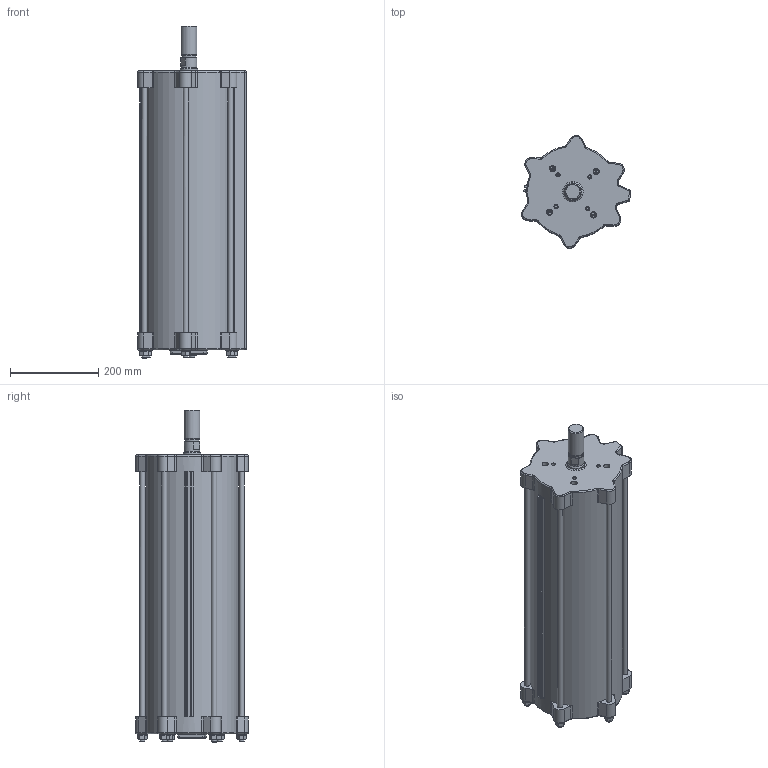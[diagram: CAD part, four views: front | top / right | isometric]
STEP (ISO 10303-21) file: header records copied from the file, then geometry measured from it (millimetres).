
FILE_DESCRIPTION(/* description */ (''),/* implementation_level */ '2;1');
FILE_NAME(/* name */ 'SC200 - 450.stp',/* time_stamp */ '2017-11-22T14:52:10+01:00',/* author */ ('Brumpreuksch'),/* organization */ (''),/* preprocessor_version */ 'ST-DEVELOPER v16.5',/* originating_system */ 'Autodesk Inventor 2017',/* authorisation */ '');
FILE_SCHEMA (('AUTOMOTIVE_DESIGN { 1 0 10303 214 3 1 1 }'));
Products named in the file (1): SC200 - 450
Bounding box: 246.56 x 255.46 x 753 mm (x, y, z)
Volume: 6653460.6 mm3; surface area: 1430477.2 mm2
Topology: 1 solids, 27 shells, 1523 faces, 3387 edges, 1976 vertices
Faces by surface type: cylinder 383, plane 364, bspline 304, torus 212, cone 140, sphere 120
Full cylindrical faces by diameter (mm): 4.5 x4, 4.917 x7, 6 x3, 6.4 x3, 7.5 x4, 8.376 x4, 9.5 x2, 9.6 x6, 10 x12, 10.106 x8, 12 x18, 13 x12, 13.835 x4, 18 x3, 18.631 x2, 19.6 x1, 23 x2, 24 x8, 24.5 x1, 30 x4, 33 x1, 36 x2, 40 x4, 40.1 x1, 40.2 x2, 44 x2, 49.8 x2, 187.2 x2, 193 x4, 197 x1
Entity records: 47772 total; most frequent: CARTESIAN_POINT 15260, DIRECTION 6670, ORIENTED_EDGE 5912, AXIS2_PLACEMENT_3D 3015, EDGE_CURVE 2956, EDGE_LOOP 1934, VERTEX_POINT 1846, CIRCLE 1615
